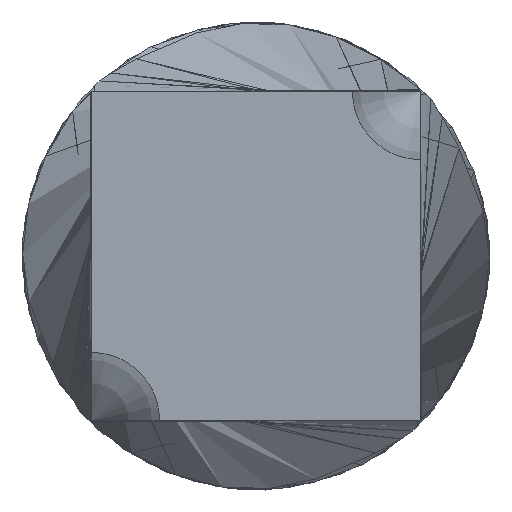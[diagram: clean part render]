
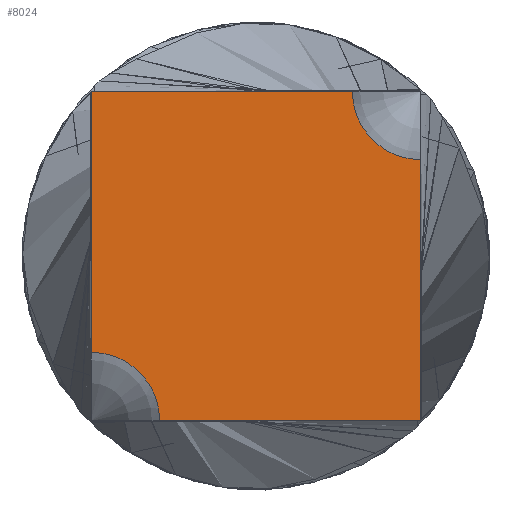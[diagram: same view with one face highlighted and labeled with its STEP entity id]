
A CAD part, front view. The second image highlights one B-rep face of the part: STEP entity #8024.
In plain terms, the highlighted planar face has unit normal (0, -1, 0).
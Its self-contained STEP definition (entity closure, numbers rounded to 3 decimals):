
#65 = DIRECTION ( 'NONE',  ( 0., 0., -1. ) ) ;
#175 = DIRECTION ( 'NONE',  ( 0., -1., 0. ) ) ;
#265 = PLANE ( 'NONE',  #6819 ) ;
#463 = CARTESIAN_POINT ( 'NONE',  ( 6., -450., -6. ) ) ;
#600 = DIRECTION ( 'NONE',  ( 0., 0., 1. ) ) ;
#768 = CIRCLE ( 'NONE', #1219, 2.5 ) ;
#878 = DIRECTION ( 'NONE',  ( 0., 0., -1. ) ) ;
#1162 = CARTESIAN_POINT ( 'NONE',  ( -6., -450., 6. ) ) ;
#1209 = EDGE_CURVE ( 'NONE', #7988, #1585, #6609, .T. ) ;
#1219 = AXIS2_PLACEMENT_3D ( 'NONE', #10028, #4025, #5037 ) ;
#1307 = CARTESIAN_POINT ( 'NONE',  ( 0., -450., 0. ) ) ;
#1585 = VERTEX_POINT ( 'NONE', #463 ) ;
#1899 = CARTESIAN_POINT ( 'NONE',  ( -6., -450., -6. ) ) ;
#1966 = FACE_OUTER_BOUND ( 'NONE', #4664, .T. ) ;
#1984 = EDGE_CURVE ( 'NONE', #3973, #7236, #7561, .T. ) ;
#2125 = VECTOR ( 'NONE', #6655, 1000. ) ;
#2394 = LINE ( 'NONE', #8636, #12699 ) ;
#2800 = EDGE_CURVE ( 'NONE', #7236, #9828, #2394, .T. ) ;
#3513 = VERTEX_POINT ( 'NONE', #7237 ) ;
#3541 = CIRCLE ( 'NONE', #11949, 2.5 ) ;
#3589 = CARTESIAN_POINT ( 'NONE',  ( -6., -450., -3.5 ) ) ;
#3624 = ORIENTED_EDGE ( 'NONE', *, *, #7858, .F. ) ;
#3632 = DIRECTION ( 'NONE',  ( 1., 0., 0. ) ) ;
#3790 = VECTOR ( 'NONE', #600, 1000. ) ;
#3973 = VERTEX_POINT ( 'NONE', #3589 ) ;
#4025 = DIRECTION ( 'NONE',  ( 0., 1., 0. ) ) ;
#4664 = EDGE_LOOP ( 'NONE', ( #9690, #8564, #5184, #10950, #8526, #3624 ) ) ;
#4789 = CARTESIAN_POINT ( 'NONE',  ( -6., -450., -6. ) ) ;
#5037 = DIRECTION ( 'NONE',  ( 0., 0., -1. ) ) ;
#5184 = ORIENTED_EDGE ( 'NONE', *, *, #2800, .F. ) ;
#6148 = CARTESIAN_POINT ( 'NONE',  ( 6., -450., -6. ) ) ;
#6609 = LINE ( 'NONE', #6148, #11619 ) ;
#6655 = DIRECTION ( 'NONE',  ( -1., 0., 0. ) ) ;
#6819 = AXIS2_PLACEMENT_3D ( 'NONE', #1307, #175, #9424 ) ;
#7236 = VERTEX_POINT ( 'NONE', #1162 ) ;
#7237 = CARTESIAN_POINT ( 'NONE',  ( -3.5, -450., -6. ) ) ;
#7343 = EDGE_CURVE ( 'NONE', #3973, #3513, #3541, .T. ) ;
#7561 = LINE ( 'NONE', #4789, #3790 ) ;
#7858 = EDGE_CURVE ( 'NONE', #1585, #3513, #9954, .T. ) ;
#7988 = VERTEX_POINT ( 'NONE', #11419 ) ;
#8024 = ADVANCED_FACE ( 'NONE', ( #1966 ), #265, .T. ) ;
#8526 = ORIENTED_EDGE ( 'NONE', *, *, #7343, .T. ) ;
#8564 = ORIENTED_EDGE ( 'NONE', *, *, #10866, .T. ) ;
#8636 = CARTESIAN_POINT ( 'NONE',  ( 6., -450., 6. ) ) ;
#9424 = DIRECTION ( 'NONE',  ( 0., 0., -1. ) ) ;
#9690 = ORIENTED_EDGE ( 'NONE', *, *, #1209, .F. ) ;
#9828 = VERTEX_POINT ( 'NONE', #12025 ) ;
#9954 = LINE ( 'NONE', #12569, #2125 ) ;
#10028 = CARTESIAN_POINT ( 'NONE',  ( 6., -450., 6. ) ) ;
#10840 = DIRECTION ( 'NONE',  ( 0., 1., 0. ) ) ;
#10866 = EDGE_CURVE ( 'NONE', #7988, #9828, #768, .T. ) ;
#10950 = ORIENTED_EDGE ( 'NONE', *, *, #1984, .F. ) ;
#11419 = CARTESIAN_POINT ( 'NONE',  ( 6., -450., 3.5 ) ) ;
#11619 = VECTOR ( 'NONE', #65, 1000. ) ;
#11949 = AXIS2_PLACEMENT_3D ( 'NONE', #1899, #10840, #878 ) ;
#12025 = CARTESIAN_POINT ( 'NONE',  ( 3.5, -450., 6. ) ) ;
#12569 = CARTESIAN_POINT ( 'NONE',  ( 6., -450., -6. ) ) ;
#12699 = VECTOR ( 'NONE', #3632, 1000. ) ;
